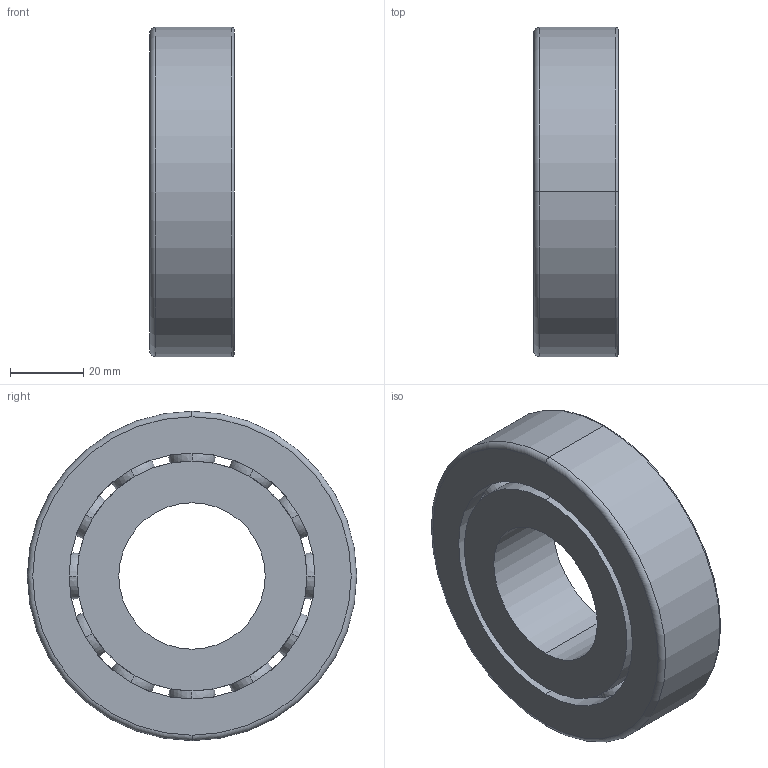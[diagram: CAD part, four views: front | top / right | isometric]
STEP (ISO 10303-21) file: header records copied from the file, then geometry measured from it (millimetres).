
FILE_DESCRIPTION (( 'STEP AP203' ), '1' );
FILE_NAME ('7308 B.step', '2017-02-22T03:30:41', ( 'Aliyun' ), ( 'Aliyun' ), 'SwSTEP 2.0', 'SolidWorks 2016', '' );
FILE_SCHEMA (( 'CONFIG_CONTROL_DESIGN' ));
Length unit declared in the file: millimetre
Products named in the file (1): 7308 B
Bounding box: 23 x 90 x 90 mm (x, y, z)
Volume: 88885.4 mm3; surface area: 32904.3 mm2
Topology: 1 solids, 1 shells, 82 faces, 364 edges, 238 vertices
Faces by surface type: torus 42, sphere 24, cylinder 10, plane 4, cone 2
Entity records: 4797 total; most frequent: CARTESIAN_POINT 2221, ORIENTED_EDGE 632, DIRECTION 450, EDGE_CURVE 316, AXIS2_PLACEMENT_3D 219, VERTEX_POINT 214, B_SPLINE_CURVE_WITH_KNOTS 168, CIRCLE 136
